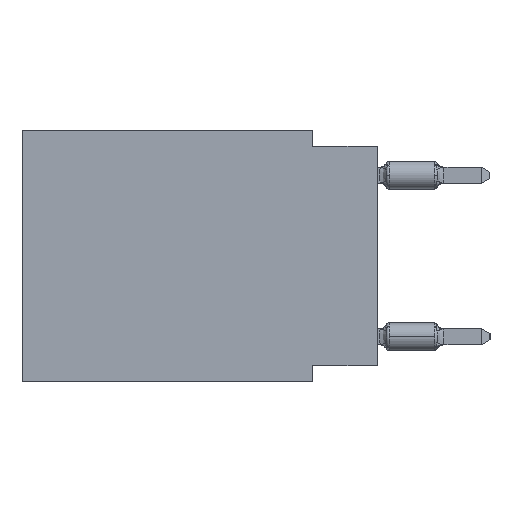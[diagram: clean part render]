
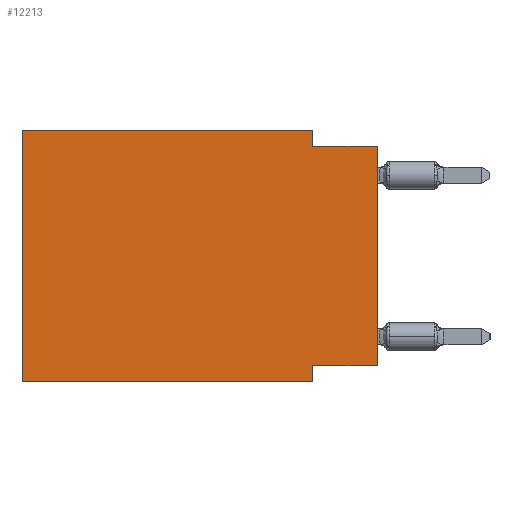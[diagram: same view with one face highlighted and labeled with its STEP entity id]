
A CAD part, left-side view. The second image highlights one B-rep face of the part: STEP entity #12213.
In plain terms, the highlighted planar face has unit normal (-1, 0, 0).
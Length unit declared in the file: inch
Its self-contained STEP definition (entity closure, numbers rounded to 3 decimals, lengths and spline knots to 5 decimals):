
#429 = CARTESIAN_POINT ( 'NONE',  ( 0., 0.55, 0. ) ) ;
#1204 = LINE ( 'NONE', #22896, #17683 ) ;
#2389 = ORIENTED_EDGE ( 'NONE', *, *, #13588, .T. ) ;
#3112 = EDGE_CURVE ( 'NONE', #25550, #24297, #3162, .T. ) ;
#3162 = LINE ( 'NONE', #16536, #4002 ) ;
#3644 = EDGE_CURVE ( 'NONE', #19539, #13343, #8689, .T. ) ;
#3835 = CARTESIAN_POINT ( 'NONE',  ( 0., 0.55, 0. ) ) ;
#4002 = VECTOR ( 'NONE', #8028, 39.37008 ) ;
#4535 = VERTEX_POINT ( 'NONE', #26273 ) ;
#6078 = CARTESIAN_POINT ( 'NONE',  ( 0., 0., -0.025 ) ) ;
#6217 = AXIS2_PLACEMENT_3D ( 'NONE', #6251, #13007, #8530 ) ;
#6251 = CARTESIAN_POINT ( 'NONE',  ( 0., 0.55, 0. ) ) ;
#7039 = LINE ( 'NONE', #429, #26457 ) ;
#7294 = VERTEX_POINT ( 'NONE', #16909 ) ;
#8028 = DIRECTION ( 'NONE',  ( 0., 0., -1. ) ) ;
#8120 = ORIENTED_EDGE ( 'NONE', *, *, #3112, .F. ) ;
#8410 = DIRECTION ( 'NONE',  ( 0., -1., 0. ) ) ;
#8530 = DIRECTION ( 'NONE',  ( 0., 0., -1. ) ) ;
#8689 = LINE ( 'NONE', #3835, #20074 ) ;
#9936 = CARTESIAN_POINT ( 'NONE',  ( 0., 0.1, -0.39 ) ) ;
#10002 = CARTESIAN_POINT ( 'NONE',  ( 0., 0., -0.365 ) ) ;
#10014 = FACE_OUTER_BOUND ( 'NONE', #25314, .T. ) ;
#10869 = LINE ( 'NONE', #24245, #18668 ) ;
#11233 = EDGE_CURVE ( 'NONE', #17981, #24799, #1204, .T. ) ;
#12188 = LINE ( 'NONE', #10002, #17900 ) ;
#12213 = ADVANCED_FACE ( 'NONE', ( #10014 ), #26070, .F. ) ;
#13007 = DIRECTION ( 'NONE',  ( 1., 0., 0. ) ) ;
#13146 = EDGE_CURVE ( 'NONE', #4535, #19539, #7039, .T. ) ;
#13343 = VERTEX_POINT ( 'NONE', #18379 ) ;
#13588 = EDGE_CURVE ( 'NONE', #4535, #24297, #10869, .T. ) ;
#14094 = ORIENTED_EDGE ( 'NONE', *, *, #25428, .F. ) ;
#14711 = LINE ( 'NONE', #6078, #28068 ) ;
#15351 = DIRECTION ( 'NONE',  ( 0., -1., 0. ) ) ;
#15464 = ORIENTED_EDGE ( 'NONE', *, *, #11233, .T. ) ;
#16536 = CARTESIAN_POINT ( 'NONE',  ( 0., 0.1, -0.39 ) ) ;
#16618 = ORIENTED_EDGE ( 'NONE', *, *, #23351, .F. ) ;
#16832 = LINE ( 'NONE', #25304, #27709 ) ;
#16909 = CARTESIAN_POINT ( 'NONE',  ( 0., 0.1, -0.025 ) ) ;
#17102 = DIRECTION ( 'NONE',  ( 0., 0., -1. ) ) ;
#17683 = VECTOR ( 'NONE', #25046, 39.37008 ) ;
#17900 = VECTOR ( 'NONE', #25106, 39.37008 ) ;
#17912 = CARTESIAN_POINT ( 'NONE',  ( 0., 0.55, 0. ) ) ;
#17981 = VERTEX_POINT ( 'NONE', #25596 ) ;
#18379 = CARTESIAN_POINT ( 'NONE',  ( 0., 0.1, 0. ) ) ;
#18668 = VECTOR ( 'NONE', #15351, 39.37008 ) ;
#19132 = DIRECTION ( 'NONE',  ( 0., -1., 0. ) ) ;
#19539 = VERTEX_POINT ( 'NONE', #17912 ) ;
#20074 = VECTOR ( 'NONE', #8410, 39.37008 ) ;
#22122 = ORIENTED_EDGE ( 'NONE', *, *, #13146, .F. ) ;
#22148 = CARTESIAN_POINT ( 'NONE',  ( 0., 0.1, -0.365 ) ) ;
#22823 = ORIENTED_EDGE ( 'NONE', *, *, #3644, .F. ) ;
#22896 = CARTESIAN_POINT ( 'NONE',  ( 0., 0., 0. ) ) ;
#23351 = EDGE_CURVE ( 'NONE', #17981, #25550, #12188, .T. ) ;
#24245 = CARTESIAN_POINT ( 'NONE',  ( 0., 0.55, -0.39 ) ) ;
#24297 = VERTEX_POINT ( 'NONE', #9936 ) ;
#24799 = VERTEX_POINT ( 'NONE', #26958 ) ;
#25046 = DIRECTION ( 'NONE',  ( 0., 0., 1. ) ) ;
#25106 = DIRECTION ( 'NONE',  ( 0., 1., 0. ) ) ;
#25304 = CARTESIAN_POINT ( 'NONE',  ( 0., 0.1, 0. ) ) ;
#25314 = EDGE_LOOP ( 'NONE', ( #15464, #14094, #25665, #22823, #22122, #2389, #8120, #16618 ) ) ;
#25428 = EDGE_CURVE ( 'NONE', #7294, #24799, #14711, .T. ) ;
#25550 = VERTEX_POINT ( 'NONE', #22148 ) ;
#25596 = CARTESIAN_POINT ( 'NONE',  ( 0., 0., -0.365 ) ) ;
#25665 = ORIENTED_EDGE ( 'NONE', *, *, #27847, .F. ) ;
#26070 = PLANE ( 'NONE',  #6217 ) ;
#26273 = CARTESIAN_POINT ( 'NONE',  ( 0., 0.55, -0.39 ) ) ;
#26426 = DIRECTION ( 'NONE',  ( 0., 0., 1. ) ) ;
#26457 = VECTOR ( 'NONE', #26426, 39.37008 ) ;
#26958 = CARTESIAN_POINT ( 'NONE',  ( 0., 0., -0.025 ) ) ;
#27709 = VECTOR ( 'NONE', #17102, 39.37008 ) ;
#27847 = EDGE_CURVE ( 'NONE', #13343, #7294, #16832, .T. ) ;
#28068 = VECTOR ( 'NONE', #19132, 39.37008 ) ;
